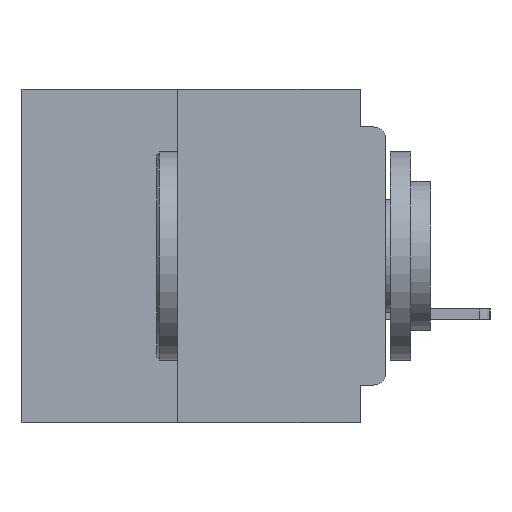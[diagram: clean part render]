
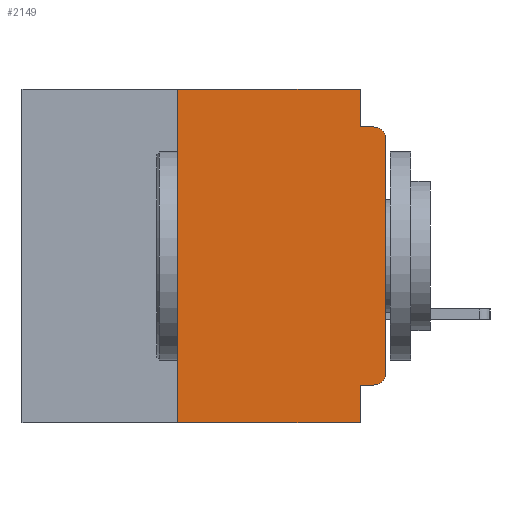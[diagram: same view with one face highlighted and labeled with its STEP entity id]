
A CAD part, left-side view. The second image highlights one B-rep face of the part: STEP entity #2149.
In plain terms, the highlighted planar face has unit normal (-1, 0, 0).
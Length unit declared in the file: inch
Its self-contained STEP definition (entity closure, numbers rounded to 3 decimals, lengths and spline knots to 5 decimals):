
#513 = DIRECTION ( 'NONE',  ( -1., 0., 0. ) ) ;
#2149 = ADVANCED_FACE ( 'NONE', ( #18749 ), #6808, .F. ) ;
#2555 = CARTESIAN_POINT ( 'NONE',  ( 0., 0.015, -0.045 ) ) ;
#3734 = DIRECTION ( 'NONE',  ( 0., -1., 0. ) ) ;
#3750 = LINE ( 'NONE', #32443, #17621 ) ;
#5234 = EDGE_CURVE ( 'NONE', #43389, #42327, #3750, .T. ) ;
#5240 = EDGE_CURVE ( 'NONE', #57307, #11756, #15964, .T. ) ;
#5449 = DIRECTION ( 'NONE',  ( 0., 0., -1. ) ) ;
#5526 = DIRECTION ( 'NONE',  ( 1., 0., 0. ) ) ;
#5743 = CARTESIAN_POINT ( 'NONE',  ( 0., 0.25, 0. ) ) ;
#5767 = CARTESIAN_POINT ( 'NONE',  ( 0., 0.437, 0. ) ) ;
#6192 = CIRCLE ( 'NONE', #23666, 0.015 ) ;
#6671 = CARTESIAN_POINT ( 'NONE',  ( 0., 0., 0. ) ) ;
#6808 = PLANE ( 'NONE',  #50225 ) ;
#6890 = DIRECTION ( 'NONE',  ( 0., -1., 0. ) ) ;
#7149 = CARTESIAN_POINT ( 'NONE',  ( 0., 0., -0.355 ) ) ;
#7410 = ORIENTED_EDGE ( 'NONE', *, *, #31677, .F. ) ;
#8100 = CARTESIAN_POINT ( 'NONE',  ( 0., 0., -0.06 ) ) ;
#8289 = CARTESIAN_POINT ( 'NONE',  ( 0., 0.015, -0.06 ) ) ;
#8925 = EDGE_LOOP ( 'NONE', ( #52733, #50327, #63943, #7410, #48108, #46557, #39424, #15680, #19014, #65783 ) ) ;
#10565 = CARTESIAN_POINT ( 'NONE',  ( 0., 0.031, 0. ) ) ;
#11756 = VERTEX_POINT ( 'NONE', #46855 ) ;
#12929 = AXIS2_PLACEMENT_3D ( 'NONE', #8289, #43882, #13514 ) ;
#13514 = DIRECTION ( 'NONE',  ( 0., 0., -1. ) ) ;
#13627 = DIRECTION ( 'NONE',  ( 0., -1., 0. ) ) ;
#13717 = VECTOR ( 'NONE', #47410, 39.37008 ) ;
#14290 = VERTEX_POINT ( 'NONE', #8100 ) ;
#15680 = ORIENTED_EDGE ( 'NONE', *, *, #25436, .F. ) ;
#15964 = LINE ( 'NONE', #7149, #27922 ) ;
#16899 = CARTESIAN_POINT ( 'NONE',  ( 0., 0., -0.34 ) ) ;
#17387 = VECTOR ( 'NONE', #13627, 39.37008 ) ;
#17621 = VECTOR ( 'NONE', #27573, 39.37008 ) ;
#18749 = FACE_OUTER_BOUND ( 'NONE', #8925, .T. ) ;
#19014 = ORIENTED_EDGE ( 'NONE', *, *, #5240, .F. ) ;
#20618 = EDGE_CURVE ( 'NONE', #43389, #53057, #64981, .T. ) ;
#20803 = VECTOR ( 'NONE', #3734, 39.37008 ) ;
#21007 = CARTESIAN_POINT ( 'NONE',  ( 0., 0.031, 0. ) ) ;
#21406 = VECTOR ( 'NONE', #6890, 39.37008 ) ;
#22481 = CARTESIAN_POINT ( 'NONE',  ( 0., 0.25, -0.4 ) ) ;
#23666 = AXIS2_PLACEMENT_3D ( 'NONE', #31372, #513, #36379 ) ;
#25436 = EDGE_CURVE ( 'NONE', #11756, #53057, #42112, .T. ) ;
#26032 = VERTEX_POINT ( 'NONE', #64654 ) ;
#26714 = EDGE_CURVE ( 'NONE', #52164, #14290, #52661, .T. ) ;
#27573 = DIRECTION ( 'NONE',  ( 0., 0., 1. ) ) ;
#27922 = VECTOR ( 'NONE', #32659, 39.37008 ) ;
#28722 = VECTOR ( 'NONE', #64945, 39.37008 ) ;
#29382 = CARTESIAN_POINT ( 'NONE',  ( 0., 0.437, 0. ) ) ;
#31372 = CARTESIAN_POINT ( 'NONE',  ( 0., 0.015, -0.34 ) ) ;
#31677 = EDGE_CURVE ( 'NONE', #41756, #26032, #34487, .T. ) ;
#32443 = CARTESIAN_POINT ( 'NONE',  ( 0., 0.25, -0.4 ) ) ;
#32659 = DIRECTION ( 'NONE',  ( 0., 1., 0. ) ) ;
#34236 = LINE ( 'NONE', #29382, #20803 ) ;
#34487 = LINE ( 'NONE', #21007, #59867 ) ;
#36379 = DIRECTION ( 'NONE',  ( 0., 0., -1. ) ) ;
#37271 = VERTEX_POINT ( 'NONE', #2555 ) ;
#37482 = EDGE_CURVE ( 'NONE', #42327, #41756, #34236, .T. ) ;
#37698 = EDGE_CURVE ( 'NONE', #57307, #52164, #6192, .T. ) ;
#39424 = ORIENTED_EDGE ( 'NONE', *, *, #20618, .T. ) ;
#41057 = LINE ( 'NONE', #43991, #17387 ) ;
#41756 = VERTEX_POINT ( 'NONE', #10565 ) ;
#42112 = LINE ( 'NONE', #49808, #28722 ) ;
#42327 = VERTEX_POINT ( 'NONE', #5743 ) ;
#42646 = EDGE_CURVE ( 'NONE', #26032, #37271, #41057, .T. ) ;
#43389 = VERTEX_POINT ( 'NONE', #22481 ) ;
#43882 = DIRECTION ( 'NONE',  ( -1., 0., 0. ) ) ;
#43991 = CARTESIAN_POINT ( 'NONE',  ( 0., 0., -0.045 ) ) ;
#46156 = DIRECTION ( 'NONE',  ( 0., 0., -1. ) ) ;
#46557 = ORIENTED_EDGE ( 'NONE', *, *, #5234, .F. ) ;
#46855 = CARTESIAN_POINT ( 'NONE',  ( 0., 0.031, -0.355 ) ) ;
#47410 = DIRECTION ( 'NONE',  ( 0., 0., 1. ) ) ;
#47634 = CARTESIAN_POINT ( 'NONE',  ( 0., 0.437, -0.4 ) ) ;
#48108 = ORIENTED_EDGE ( 'NONE', *, *, #37482, .F. ) ;
#49808 = CARTESIAN_POINT ( 'NONE',  ( 0., 0.031, -0.4 ) ) ;
#50225 = AXIS2_PLACEMENT_3D ( 'NONE', #5767, #5526, #5449 ) ;
#50327 = ORIENTED_EDGE ( 'NONE', *, *, #51730, .T. ) ;
#50338 = CIRCLE ( 'NONE', #12929, 0.015 ) ;
#51730 = EDGE_CURVE ( 'NONE', #14290, #37271, #50338, .T. ) ;
#52015 = CARTESIAN_POINT ( 'NONE',  ( 0., 0.015, -0.355 ) ) ;
#52164 = VERTEX_POINT ( 'NONE', #16899 ) ;
#52661 = LINE ( 'NONE', #6671, #13717 ) ;
#52733 = ORIENTED_EDGE ( 'NONE', *, *, #26714, .T. ) ;
#53057 = VERTEX_POINT ( 'NONE', #55126 ) ;
#55126 = CARTESIAN_POINT ( 'NONE',  ( 0., 0.031, -0.4 ) ) ;
#57307 = VERTEX_POINT ( 'NONE', #52015 ) ;
#59867 = VECTOR ( 'NONE', #46156, 39.37008 ) ;
#63943 = ORIENTED_EDGE ( 'NONE', *, *, #42646, .F. ) ;
#64654 = CARTESIAN_POINT ( 'NONE',  ( 0., 0.031, -0.045 ) ) ;
#64945 = DIRECTION ( 'NONE',  ( 0., 0., -1. ) ) ;
#64981 = LINE ( 'NONE', #47634, #21406 ) ;
#65783 = ORIENTED_EDGE ( 'NONE', *, *, #37698, .T. ) ;
